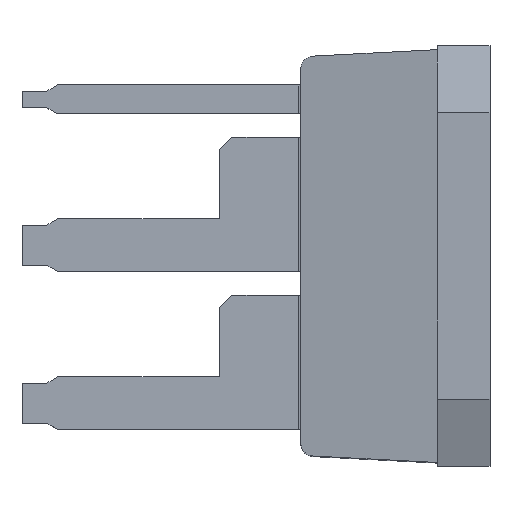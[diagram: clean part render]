
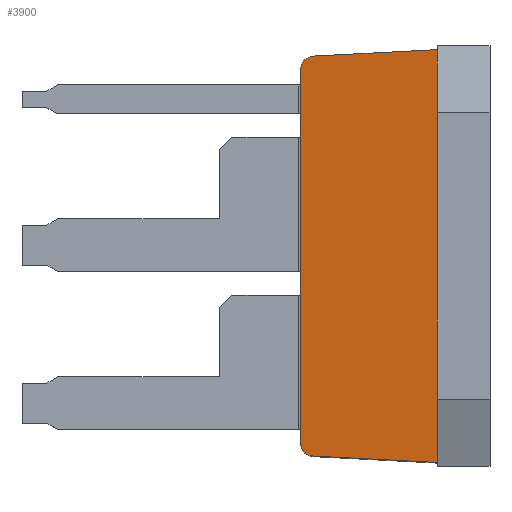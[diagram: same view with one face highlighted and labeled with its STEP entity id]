
A CAD part, top view. The second image highlights one B-rep face of the part: STEP entity #3900.
In plain terms, the highlighted planar face has unit normal (-0.122, 0, 0.993).
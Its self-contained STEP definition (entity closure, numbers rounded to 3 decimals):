
#173=PLANE('',#4137);
#331=FACE_OUTER_BOUND('',#553,.T.);
#553=EDGE_LOOP('',(#2674,#2675,#2676,#2677,#2678,#2679,#2680,#2681,#2682,
#2683,#2684,#2685));
#780=LINE('',#5666,#1230);
#783=LINE('',#5676,#1233);
#784=LINE('',#5678,#1234);
#785=LINE('',#5680,#1235);
#786=LINE('',#5682,#1236);
#787=LINE('',#5684,#1237);
#788=LINE('',#5686,#1238);
#789=LINE('',#5688,#1239);
#790=LINE('',#5690,#1240);
#791=LINE('',#5692,#1241);
#1230=VECTOR('',#4500,1000.);
#1233=VECTOR('',#4509,1000.);
#1234=VECTOR('',#4510,1000.);
#1235=VECTOR('',#4511,1000.);
#1236=VECTOR('',#4512,1000.);
#1237=VECTOR('',#4513,1000.);
#1238=VECTOR('',#4514,1000.);
#1239=VECTOR('',#4515,1000.);
#1240=VECTOR('',#4516,1000.);
#1241=VECTOR('',#4517,1000.);
#1678=ELLIPSE('',#4132,0.302,0.3);
#1680=ELLIPSE('',#4138,0.302,0.3);
#1690=VERTEX_POINT('',#5656);
#1691=VERTEX_POINT('',#5657);
#1694=VERTEX_POINT('',#5665);
#1698=VERTEX_POINT('',#5675);
#1699=VERTEX_POINT('',#5677);
#1700=VERTEX_POINT('',#5679);
#1701=VERTEX_POINT('',#5681);
#1702=VERTEX_POINT('',#5683);
#1703=VERTEX_POINT('',#5685);
#1704=VERTEX_POINT('',#5687);
#1705=VERTEX_POINT('',#5689);
#1706=VERTEX_POINT('',#5691);
#2078=EDGE_CURVE('',#1690,#1691,#1678,.T.);
#2082=EDGE_CURVE('',#1691,#1694,#780,.T.);
#2087=EDGE_CURVE('',#1690,#1698,#783,.T.);
#2088=EDGE_CURVE('',#1698,#1699,#784,.T.);
#2089=EDGE_CURVE('',#1699,#1700,#785,.T.);
#2090=EDGE_CURVE('',#1700,#1701,#786,.T.);
#2091=EDGE_CURVE('',#1701,#1702,#787,.T.);
#2092=EDGE_CURVE('',#1702,#1703,#788,.T.);
#2093=EDGE_CURVE('',#1703,#1704,#789,.T.);
#2094=EDGE_CURVE('',#1704,#1705,#790,.T.);
#2095=EDGE_CURVE('',#1705,#1706,#791,.T.);
#2096=EDGE_CURVE('',#1694,#1706,#1680,.T.);
#2674=ORIENTED_EDGE('',*,*,#2078,.F.);
#2675=ORIENTED_EDGE('',*,*,#2087,.T.);
#2676=ORIENTED_EDGE('',*,*,#2088,.T.);
#2677=ORIENTED_EDGE('',*,*,#2089,.T.);
#2678=ORIENTED_EDGE('',*,*,#2090,.T.);
#2679=ORIENTED_EDGE('',*,*,#2091,.T.);
#2680=ORIENTED_EDGE('',*,*,#2092,.T.);
#2681=ORIENTED_EDGE('',*,*,#2093,.T.);
#2682=ORIENTED_EDGE('',*,*,#2094,.T.);
#2683=ORIENTED_EDGE('',*,*,#2095,.T.);
#2684=ORIENTED_EDGE('',*,*,#2096,.F.);
#2685=ORIENTED_EDGE('',*,*,#2082,.F.);
#3900=ADVANCED_FACE('',(#331),#173,.F.);
#4132=AXIS2_PLACEMENT_3D('',#5658,#4492,#4493);
#4137=AXIS2_PLACEMENT_3D('',#5674,#4507,#4508);
#4138=AXIS2_PLACEMENT_3D('',#5693,#4518,#4519);
#4492=DIRECTION('center_axis',(0.122,0.,-0.993));
#4493=DIRECTION('ref_axis',(-0.993,0.,-0.122));
#4500=DIRECTION('',(0.,1.,0.));
#4507=DIRECTION('center_axis',(0.122,0.,-0.993));
#4508=DIRECTION('ref_axis',(0.993,0.,0.122));
#4509=DIRECTION('',(0.991,-0.052,0.122));
#4510=DIRECTION('',(0.,1.,0.));
#4511=DIRECTION('',(0.,1.,0.));
#4512=DIRECTION('',(0.,1.,0.));
#4513=DIRECTION('',(0.,1.,0.));
#4514=DIRECTION('',(0.,1.,0.));
#4515=DIRECTION('',(0.,1.,0.));
#4516=DIRECTION('',(0.,1.,0.));
#4517=DIRECTION('',(-0.991,-0.052,-0.122));
#4518=DIRECTION('center_axis',(0.122,0.,-0.993));
#4519=DIRECTION('ref_axis',(-0.993,0.,-0.122));
#5656=CARTESIAN_POINT('',(1.369,-4.831,14.92));
#5657=CARTESIAN_POINT('',(1.085,-4.532,14.885));
#5658=CARTESIAN_POINT('Origin',(1.385,-4.532,14.922));
#5665=CARTESIAN_POINT('',(1.085,4.532,14.885));
#5666=CARTESIAN_POINT('',(1.085,-5.055,14.885));
#5674=CARTESIAN_POINT('Origin',(4.811,-5.055,15.342));
#5675=CARTESIAN_POINT('',(4.385,-4.989,15.29));
#5676=CARTESIAN_POINT('',(4.813,-5.012,15.343));
#5677=CARTESIAN_POINT('',(4.385,-4.83,15.29));
#5678=CARTESIAN_POINT('',(4.385,-5.055,15.29));
#5679=CARTESIAN_POINT('',(4.385,-2.765,15.29));
#5680=CARTESIAN_POINT('',(4.385,-5.055,15.29));
#5681=CARTESIAN_POINT('',(4.385,-1.475,15.29));
#5682=CARTESIAN_POINT('',(4.385,-5.055,15.29));
#5683=CARTESIAN_POINT('',(4.385,1.475,15.29));
#5684=CARTESIAN_POINT('',(4.385,-5.055,15.29));
#5685=CARTESIAN_POINT('',(4.385,2.765,15.29));
#5686=CARTESIAN_POINT('',(4.385,-5.055,15.29));
#5687=CARTESIAN_POINT('',(4.385,4.83,15.29));
#5688=CARTESIAN_POINT('',(4.385,-5.055,15.29));
#5689=CARTESIAN_POINT('',(4.385,4.989,15.29));
#5690=CARTESIAN_POINT('',(4.385,-5.055,15.29));
#5691=CARTESIAN_POINT('',(1.369,4.831,14.92));
#5692=CARTESIAN_POINT('',(4.293,4.985,15.279));
#5693=CARTESIAN_POINT('Origin',(1.385,4.532,14.922));
